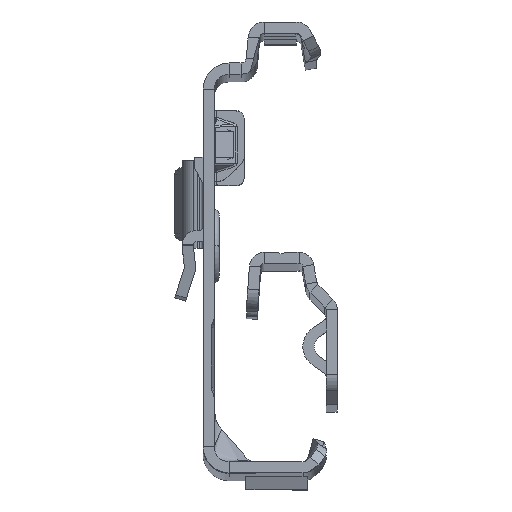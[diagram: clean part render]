
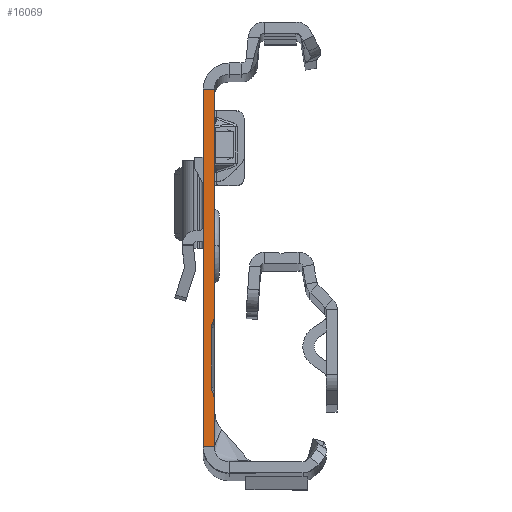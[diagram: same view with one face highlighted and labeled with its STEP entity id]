
A CAD part, top view. The second image highlights one B-rep face of the part: STEP entity #16069.
In plain terms, the highlighted planar face has unit normal (0, 0, 1).
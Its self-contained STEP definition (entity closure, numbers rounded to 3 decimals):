
#287 = AXIS2_PLACEMENT_3D ( 'NONE', #27418, #16607, #20771 ) ;
#384 = CARTESIAN_POINT ( 'NONE',  ( -1.5, -25.865, 0. ) ) ;
#843 = PLANE ( 'NONE',  #24374 ) ;
#881 = ORIENTED_EDGE ( 'NONE', *, *, #24856, .F. ) ;
#1174 = EDGE_CURVE ( 'NONE', #15529, #20951, #25923, .T. ) ;
#1203 = ORIENTED_EDGE ( 'NONE', *, *, #15812, .F. ) ;
#1272 = CARTESIAN_POINT ( 'NONE',  ( -1.5, 22.135, 0. ) ) ;
#1282 = VERTEX_POINT ( 'NONE', #21757 ) ;
#1319 = CARTESIAN_POINT ( 'NONE',  ( -0.234, -9.288, 0. ) ) ;
#1453 = VERTEX_POINT ( 'NONE', #27016 ) ;
#1605 = VECTOR ( 'NONE', #25660, 1000. ) ;
#2608 = ORIENTED_EDGE ( 'NONE', *, *, #1174, .T. ) ;
#3452 = ORIENTED_EDGE ( 'NONE', *, *, #19084, .F. ) ;
#3459 = EDGE_CURVE ( 'NONE', #3598, #11974, #9955, .T. ) ;
#3474 = VECTOR ( 'NONE', #20929, 1000. ) ;
#3598 = VERTEX_POINT ( 'NONE', #27137 ) ;
#3643 = VECTOR ( 'NONE', #18291, 1000. ) ;
#3905 = DIRECTION ( 'NONE',  ( -1., 0., 0. ) ) ;
#4031 = DIRECTION ( 'NONE',  ( 0., 0., -1. ) ) ;
#4147 = CARTESIAN_POINT ( 'NONE',  ( 0., -8.231, 0. ) ) ;
#4252 = DIRECTION ( 'NONE',  ( 0., 0., -1. ) ) ;
#4444 = VECTOR ( 'NONE', #26847, 1000. ) ;
#4688 = VECTOR ( 'NONE', #25901, 1000. ) ;
#5008 = CIRCLE ( 'NONE', #20519, 1. ) ;
#5248 = DIRECTION ( 'NONE',  ( -1., 0., 0. ) ) ;
#5334 = ORIENTED_EDGE ( 'NONE', *, *, #27422, .F. ) ;
#5345 = ORIENTED_EDGE ( 'NONE', *, *, #16558, .T. ) ;
#5661 = VERTEX_POINT ( 'NONE', #4147 ) ;
#5858 = VECTOR ( 'NONE', #17276, 1000. ) ;
#5900 = CARTESIAN_POINT ( 'NONE',  ( -0.4, -9.865, 0. ) ) ;
#6621 = LINE ( 'NONE', #17170, #4688 ) ;
#6678 = ORIENTED_EDGE ( 'NONE', *, *, #20366, .F. ) ;
#7094 = ORIENTED_EDGE ( 'NONE', *, *, #20935, .F. ) ;
#7376 = VERTEX_POINT ( 'NONE', #11741 ) ;
#7469 = LINE ( 'NONE', #13279, #11042 ) ;
#7609 = VERTEX_POINT ( 'NONE', #12671 ) ;
#8673 = DIRECTION ( 'NONE',  ( 1., 0., 0. ) ) ;
#8709 = CIRCLE ( 'NONE', #287, 1. ) ;
#8928 = CIRCLE ( 'NONE', #11137, 2.5 ) ;
#9443 = DIRECTION ( 'NONE',  ( 0., -1., 0. ) ) ;
#9567 = CARTESIAN_POINT ( 'NONE',  ( -0.4, -9.865, 0. ) ) ;
#9955 = LINE ( 'NONE', #18419, #12326 ) ;
#10254 = ORIENTED_EDGE ( 'NONE', *, *, #24711, .F. ) ;
#10501 = VERTEX_POINT ( 'NONE', #5900 ) ;
#10898 = ORIENTED_EDGE ( 'NONE', *, *, #21993, .F. ) ;
#10934 = CARTESIAN_POINT ( 'NONE',  ( -1.5, 24.135, 0. ) ) ;
#11042 = VECTOR ( 'NONE', #5248, 1000. ) ;
#11137 = AXIS2_PLACEMENT_3D ( 'NONE', #17005, #4252, #8673 ) ;
#11176 = VERTEX_POINT ( 'NONE', #24590 ) ;
#11334 = CARTESIAN_POINT ( 'NONE',  ( 0.6, -9.865, 0. ) ) ;
#11741 = CARTESIAN_POINT ( 'NONE',  ( -0.234, -9.288, 0. ) ) ;
#11974 = VERTEX_POINT ( 'NONE', #26589 ) ;
#11988 = LINE ( 'NONE', #1319, #4444 ) ;
#12326 = VECTOR ( 'NONE', #24532, 1000. ) ;
#12671 = CARTESIAN_POINT ( 'NONE',  ( 0., -25.865, 0. ) ) ;
#13279 = CARTESIAN_POINT ( 'NONE',  ( 0., 22.135, 0. ) ) ;
#14084 = ORIENTED_EDGE ( 'NONE', *, *, #3459, .F. ) ;
#14145 = VERTEX_POINT ( 'NONE', #16027 ) ;
#14422 = CARTESIAN_POINT ( 'NONE',  ( -2.5, -8.231, 0. ) ) ;
#15504 = DIRECTION ( 'NONE',  ( -1., 0., 0. ) ) ;
#15529 = VERTEX_POINT ( 'NONE', #1272 ) ;
#15812 = EDGE_CURVE ( 'NONE', #7376, #1282, #11988, .T. ) ;
#16027 = CARTESIAN_POINT ( 'NONE',  ( 0., 22.135, 0. ) ) ;
#16069 = ADVANCED_FACE ( 'NONE', ( #24002 ), #843, .T. ) ;
#16558 = EDGE_CURVE ( 'NONE', #14145, #15529, #7469, .T. ) ;
#16607 = DIRECTION ( 'NONE',  ( 0., 0., 1. ) ) ;
#16782 = LINE ( 'NONE', #21215, #3474 ) ;
#17005 = CARTESIAN_POINT ( 'NONE',  ( -2.5, -19.499, 0. ) ) ;
#17118 = CARTESIAN_POINT ( 'NONE',  ( -1.5, 24.135, 0. ) ) ;
#17170 = CARTESIAN_POINT ( 'NONE',  ( 0., 24.135, 0. ) ) ;
#17276 = DIRECTION ( 'NONE',  ( -1., 0., 0. ) ) ;
#17406 = CARTESIAN_POINT ( 'NONE',  ( 0., -25.865, 0. ) ) ;
#18047 = DIRECTION ( 'NONE',  ( 0., 0., 1. ) ) ;
#18291 = DIRECTION ( 'NONE',  ( 0., -1., 0. ) ) ;
#18419 = CARTESIAN_POINT ( 'NONE',  ( -0.234, -18.442, 0. ) ) ;
#19071 = LINE ( 'NONE', #17406, #5858 ) ;
#19084 = EDGE_CURVE ( 'NONE', #11974, #11176, #8928, .T. ) ;
#19246 = CIRCLE ( 'NONE', #27212, 2.5 ) ;
#19711 = EDGE_CURVE ( 'NONE', #10501, #1453, #22316, .T. ) ;
#20366 = EDGE_CURVE ( 'NONE', #7609, #20951, #19071, .T. ) ;
#20519 = AXIS2_PLACEMENT_3D ( 'NONE', #11334, #24106, #15504 ) ;
#20771 = DIRECTION ( 'NONE',  ( 1., 0., 0. ) ) ;
#20929 = DIRECTION ( 'NONE',  ( 0., -1., 0. ) ) ;
#20935 = EDGE_CURVE ( 'NONE', #1282, #10501, #5008, .T. ) ;
#20951 = VERTEX_POINT ( 'NONE', #384 ) ;
#21215 = CARTESIAN_POINT ( 'NONE',  ( 0., 24.135, 0. ) ) ;
#21757 = CARTESIAN_POINT ( 'NONE',  ( -0.306, -9.443, 0. ) ) ;
#21993 = EDGE_CURVE ( 'NONE', #5661, #7376, #19246, .T. ) ;
#22316 = LINE ( 'NONE', #9567, #3643 ) ;
#24002 = FACE_OUTER_BOUND ( 'NONE', #25951, .T. ) ;
#24106 = DIRECTION ( 'NONE',  ( 0., 0., 1. ) ) ;
#24374 = AXIS2_PLACEMENT_3D ( 'NONE', #17118, #18047, #9443 ) ;
#24532 = DIRECTION ( 'NONE',  ( 0.423, -0.906, 0. ) ) ;
#24590 = CARTESIAN_POINT ( 'NONE',  ( 0., -19.499, 0. ) ) ;
#24711 = EDGE_CURVE ( 'NONE', #1453, #3598, #8709, .T. ) ;
#24856 = EDGE_CURVE ( 'NONE', #11176, #7609, #6621, .T. ) ;
#25660 = DIRECTION ( 'NONE',  ( 0., -1., 0. ) ) ;
#25901 = DIRECTION ( 'NONE',  ( 0., -1., 0. ) ) ;
#25923 = LINE ( 'NONE', #10934, #1605 ) ;
#25951 = EDGE_LOOP ( 'NONE', ( #10898, #5334, #5345, #2608, #6678, #881, #3452, #14084, #10254, #27323, #7094, #1203 ) ) ;
#26589 = CARTESIAN_POINT ( 'NONE',  ( -0.234, -18.442, 0. ) ) ;
#26847 = DIRECTION ( 'NONE',  ( -0.423, -0.906, 0. ) ) ;
#27016 = CARTESIAN_POINT ( 'NONE',  ( -0.4, -17.865, 0. ) ) ;
#27137 = CARTESIAN_POINT ( 'NONE',  ( -0.306, -18.288, 0. ) ) ;
#27212 = AXIS2_PLACEMENT_3D ( 'NONE', #14422, #4031, #3905 ) ;
#27323 = ORIENTED_EDGE ( 'NONE', *, *, #19711, .F. ) ;
#27418 = CARTESIAN_POINT ( 'NONE',  ( 0.6, -17.865, 0. ) ) ;
#27422 = EDGE_CURVE ( 'NONE', #14145, #5661, #16782, .T. ) ;
